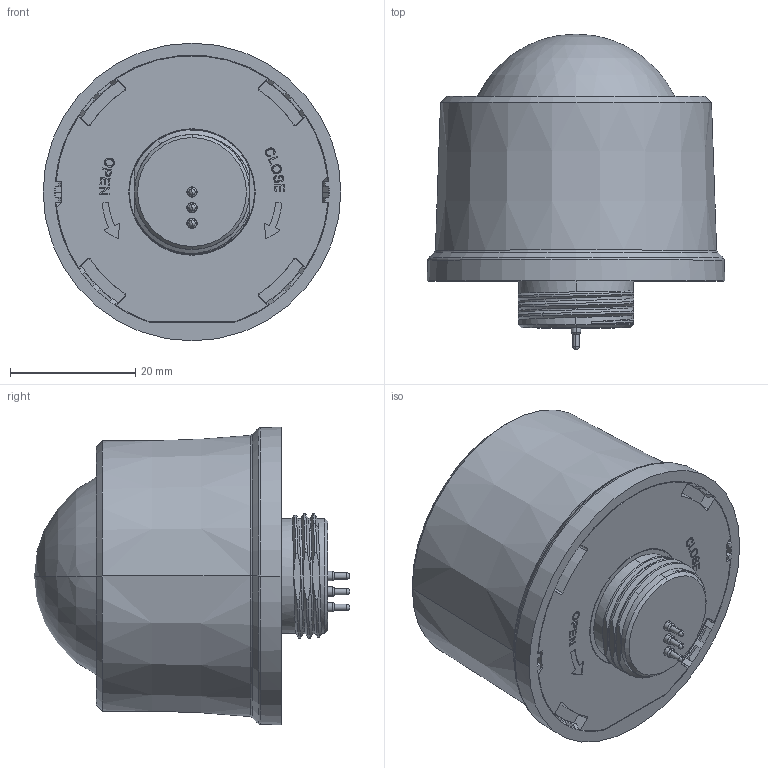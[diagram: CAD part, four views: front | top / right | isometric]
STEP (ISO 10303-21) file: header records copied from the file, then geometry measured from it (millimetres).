
FILE_DESCRIPTION((''),'2;1');
FILE_NAME('PIR_9033P00_8','2025-05-14T14:52:38',('001'),(''),'CREO PARAMETRIC BY PTC INC, 2019224','CREO PARAMETRIC BY PTC INC, 2019224','');
FILE_SCHEMA(('AUTOMOTIVE_DESIGN { 1 0 10303 214 1 1 1 1 }'));
Length unit declared in the file: millimetre
Products named in the file (1): PIR_9033P00_8
Bounding box: 47.58 x 50.45 x 47.58 mm (x, y, z)
Volume: 13416.6 mm3; surface area: 18203.3 mm2
Topology: 7 solids, 7 shells, 675 faces, 1830 edges, 1195 vertices
Faces by surface type: plane 258, extrusion 212, cylinder 91, cone 68, bspline 24, torus 12, sphere 10
Entity records: 29417 total; most frequent: CARTESIAN_POINT 7879, ORIENTED_EDGE 3640, DIRECTION 2622, PRESENTATION_STYLE_ASSIGNMENT 1827, STYLED_ITEM 1827, CURVE_STYLE 1820, EDGE_CURVE 1820, VERTEX_POINT 1195
